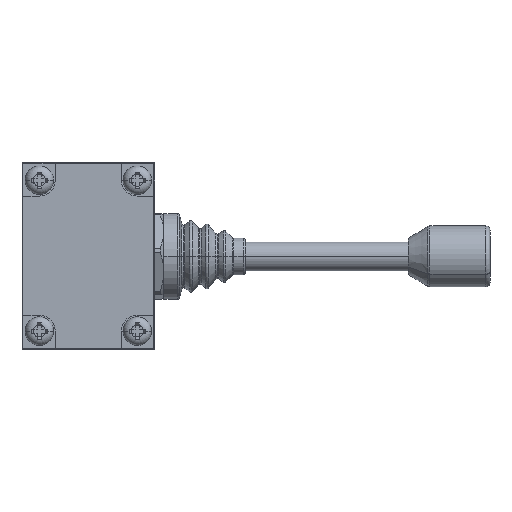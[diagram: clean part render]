
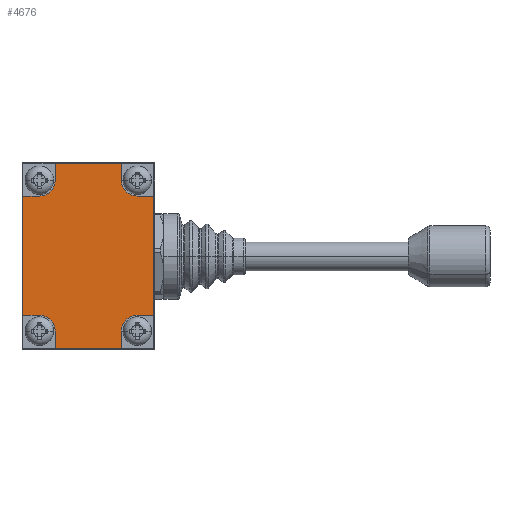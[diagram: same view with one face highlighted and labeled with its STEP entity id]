
A CAD part, top view. The second image highlights one B-rep face of the part: STEP entity #4676.
In plain terms, the highlighted planar face has unit normal (0, 0, 1).
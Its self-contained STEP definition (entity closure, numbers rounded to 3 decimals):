
#3408 = EDGE_LOOP ( 'NONE', ( #9105, #9107, #9109, #9111, #9113, #9115, #9117, #9119, #9121, #9123, #9125, #9127, #9129, #9131, #9133, #9135 ) ) ;
#4375 = EDGE_CURVE ( 'NONE', #7341, #7342, #11809, .T. ) ;
#4385 = EDGE_CURVE ( 'NONE', #7352, #7351, #11830, .T. ) ;
#4390 = EDGE_CURVE ( 'NONE', #7355, #7356, #11840, .T. ) ;
#4397 = EDGE_CURVE ( 'NONE', #7361, #7362, #11854, .T. ) ;
#4403 = EDGE_CURVE ( 'NONE', #7355, #7365, #11866, .T. ) ;
#4404 = EDGE_CURVE ( 'NONE', #7366, #7356, #11868, .T. ) ;
#4405 = EDGE_CURVE ( 'NONE', #7367, #7366, #11871, .T. ) ;
#4406 = EDGE_CURVE ( 'NONE', #7361, #7367, #11870, .T. ) ;
#4407 = EDGE_CURVE ( 'NONE', #7368, #7362, #11873, .T. ) ;
#4408 = EDGE_CURVE ( 'NONE', #7369, #7368, #18272, .T. ) ;
#4409 = EDGE_CURVE ( 'NONE', #7341, #7369, #18271, .T. ) ;
#4410 = EDGE_CURVE ( 'NONE', #7370, #7342, #18274, .T. ) ;
#4411 = EDGE_CURVE ( 'NONE', #7371, #7370, #18277, .T. ) ;
#4412 = EDGE_CURVE ( 'NONE', #7352, #7371, #18276, .T. ) ;
#4413 = EDGE_CURVE ( 'NONE', #7372, #7351, #18279, .T. ) ;
#4414 = EDGE_CURVE ( 'NONE', #7365, #7372, #18281, .T. ) ;
#4676 = ADVANCED_FACE ( 'NONE', ( #18675 ), #27210, .T. ) ;
#7341 = VERTEX_POINT ( 'NONE', #12672 ) ;
#7342 = VERTEX_POINT ( 'NONE', #12673 ) ;
#7351 = VERTEX_POINT ( 'NONE', #12682 ) ;
#7352 = VERTEX_POINT ( 'NONE', #12683 ) ;
#7355 = VERTEX_POINT ( 'NONE', #12686 ) ;
#7356 = VERTEX_POINT ( 'NONE', #12687 ) ;
#7361 = VERTEX_POINT ( 'NONE', #12692 ) ;
#7362 = VERTEX_POINT ( 'NONE', #12693 ) ;
#7365 = VERTEX_POINT ( 'NONE', #12696 ) ;
#7366 = VERTEX_POINT ( 'NONE', #12697 ) ;
#7367 = VERTEX_POINT ( 'NONE', #12698 ) ;
#7368 = VERTEX_POINT ( 'NONE', #12699 ) ;
#7369 = VERTEX_POINT ( 'NONE', #12700 ) ;
#7370 = VERTEX_POINT ( 'NONE', #12701 ) ;
#7371 = VERTEX_POINT ( 'NONE', #12702 ) ;
#7372 = VERTEX_POINT ( 'NONE', #12703 ) ;
#9105 = ORIENTED_EDGE ( 'NONE', *, *, #4403, .F. ) ;
#9107 = ORIENTED_EDGE ( 'NONE', *, *, #4390, .T. ) ;
#9109 = ORIENTED_EDGE ( 'NONE', *, *, #4404, .F. ) ;
#9111 = ORIENTED_EDGE ( 'NONE', *, *, #4405, .F. ) ;
#9113 = ORIENTED_EDGE ( 'NONE', *, *, #4406, .F. ) ;
#9115 = ORIENTED_EDGE ( 'NONE', *, *, #4397, .T. ) ;
#9117 = ORIENTED_EDGE ( 'NONE', *, *, #4407, .F. ) ;
#9119 = ORIENTED_EDGE ( 'NONE', *, *, #4408, .F. ) ;
#9121 = ORIENTED_EDGE ( 'NONE', *, *, #4409, .F. ) ;
#9123 = ORIENTED_EDGE ( 'NONE', *, *, #4375, .T. ) ;
#9125 = ORIENTED_EDGE ( 'NONE', *, *, #4410, .F. ) ;
#9127 = ORIENTED_EDGE ( 'NONE', *, *, #4411, .F. ) ;
#9129 = ORIENTED_EDGE ( 'NONE', *, *, #4412, .F. ) ;
#9131 = ORIENTED_EDGE ( 'NONE', *, *, #4385, .T. ) ;
#9133 = ORIENTED_EDGE ( 'NONE', *, *, #4413, .F. ) ;
#9135 = ORIENTED_EDGE ( 'NONE', *, *, #4414, .F. ) ;
#11809 = LINE ( 'NONE', #17115, #11811 ) ;
#11811 = VECTOR ( 'NONE', #17116, 1000. ) ;
#11830 = LINE ( 'NONE', #17135, #11831 ) ;
#11831 = VECTOR ( 'NONE', #17136, 1000. ) ;
#11840 = LINE ( 'NONE', #17145, #11841 ) ;
#11841 = VECTOR ( 'NONE', #17146, 1000. ) ;
#11854 = LINE ( 'NONE', #17159, #11855 ) ;
#11855 = VECTOR ( 'NONE', #17160, 1000. ) ;
#11866 = LINE ( 'NONE', #17171, #11867 ) ;
#11867 = VECTOR ( 'NONE', #17172, 1000. ) ;
#11868 = LINE ( 'NONE', #17173, #11869 ) ;
#11869 = VECTOR ( 'NONE', #17174, 1000. ) ;
#11870 = LINE ( 'NONE', #17178, #11872 ) ;
#11871 = CIRCLE ( 'NONE', #16621, 3.9 ) ;
#11872 = VECTOR ( 'NONE', #17179, 1000. ) ;
#11873 = LINE ( 'NONE', #17180, #18270 ) ;
#12672 = CARTESIAN_POINT ( 'NONE',  ( -16.1, 14.6, 5. ) ) ;
#12673 = CARTESIAN_POINT ( 'NONE',  ( -16.1, -14.6, 5. ) ) ;
#12682 = CARTESIAN_POINT ( 'NONE',  ( 8.1, -22.7, 5. ) ) ;
#12683 = CARTESIAN_POINT ( 'NONE',  ( -8.1, -22.7, 5. ) ) ;
#12686 = CARTESIAN_POINT ( 'NONE',  ( 16.1, -14.6, 5. ) ) ;
#12687 = CARTESIAN_POINT ( 'NONE',  ( 16.1, 14.6, 5. ) ) ;
#12692 = CARTESIAN_POINT ( 'NONE',  ( 8.1, 22.7, 5. ) ) ;
#12693 = CARTESIAN_POINT ( 'NONE',  ( -8.1, 22.7, 5. ) ) ;
#12696 = CARTESIAN_POINT ( 'NONE',  ( 12., -14.6, 5. ) ) ;
#12697 = CARTESIAN_POINT ( 'NONE',  ( 12., 14.6, 5. ) ) ;
#12698 = CARTESIAN_POINT ( 'NONE',  ( 8.1, 18.5, 5. ) ) ;
#12699 = CARTESIAN_POINT ( 'NONE',  ( -8.1, 18.5, 5. ) ) ;
#12700 = CARTESIAN_POINT ( 'NONE',  ( -12., 14.6, 5. ) ) ;
#12701 = CARTESIAN_POINT ( 'NONE',  ( -12., -14.6, 5. ) ) ;
#12702 = CARTESIAN_POINT ( 'NONE',  ( -8.1, -18.5, 5. ) ) ;
#12703 = CARTESIAN_POINT ( 'NONE',  ( 8.1, -18.5, 5. ) ) ;
#16621 = AXIS2_PLACEMENT_3D ( 'NONE', #17175, #17176, #17177 ) ;
#16622 = AXIS2_PLACEMENT_3D ( 'NONE', #17182, #17183, #17184 ) ;
#16623 = AXIS2_PLACEMENT_3D ( 'NONE', #17189, #17190, #17191 ) ;
#16624 = AXIS2_PLACEMENT_3D ( 'NONE', #17196, #17197, #17198 ) ;
#16811 = AXIS2_PLACEMENT_3D ( 'NONE', #27211, #27212, #27213 ) ;
#17115 = CARTESIAN_POINT ( 'NONE',  ( -16.1, -22.7, 5. ) ) ;
#17116 = DIRECTION ( 'NONE',  ( 0., -1., 0. ) ) ;
#17135 = CARTESIAN_POINT ( 'NONE',  ( 16.1, -22.7, 5. ) ) ;
#17136 = DIRECTION ( 'NONE',  ( 1., 0., 0. ) ) ;
#17145 = CARTESIAN_POINT ( 'NONE',  ( 16.1, -22.7, 5. ) ) ;
#17146 = DIRECTION ( 'NONE',  ( 0., 1., 0. ) ) ;
#17159 = CARTESIAN_POINT ( 'NONE',  ( 16.1, 22.7, 5. ) ) ;
#17160 = DIRECTION ( 'NONE',  ( -1., 0., 0. ) ) ;
#17171 = CARTESIAN_POINT ( 'NONE',  ( 12., -14.6, 5. ) ) ;
#17172 = DIRECTION ( 'NONE',  ( -1., 0., 0. ) ) ;
#17173 = CARTESIAN_POINT ( 'NONE',  ( 12., 14.6, 5. ) ) ;
#17174 = DIRECTION ( 'NONE',  ( 1., 0., 0. ) ) ;
#17175 = CARTESIAN_POINT ( 'NONE',  ( 12., 18.5, 5. ) ) ;
#17176 = DIRECTION ( 'NONE',  ( 0., 0., 1. ) ) ;
#17177 = DIRECTION ( 'NONE',  ( 1., 0., 0. ) ) ;
#17178 = CARTESIAN_POINT ( 'NONE',  ( 8.1, 22.7, 5. ) ) ;
#17179 = DIRECTION ( 'NONE',  ( 0., -1., 0. ) ) ;
#17180 = CARTESIAN_POINT ( 'NONE',  ( -8.1, 22.7, 5. ) ) ;
#17181 = DIRECTION ( 'NONE',  ( 0., 1., 0. ) ) ;
#17182 = CARTESIAN_POINT ( 'NONE',  ( -12., 18.5, 5. ) ) ;
#17183 = DIRECTION ( 'NONE',  ( 0., 0., 1. ) ) ;
#17184 = DIRECTION ( 'NONE',  ( -1., 0., 0. ) ) ;
#17185 = CARTESIAN_POINT ( 'NONE',  ( -12., 14.6, 5. ) ) ;
#17186 = DIRECTION ( 'NONE',  ( 1., 0., 0. ) ) ;
#17187 = CARTESIAN_POINT ( 'NONE',  ( -12., -14.6, 5. ) ) ;
#17188 = DIRECTION ( 'NONE',  ( -1., 0., 0. ) ) ;
#17189 = CARTESIAN_POINT ( 'NONE',  ( -12., -18.5, 5. ) ) ;
#17190 = DIRECTION ( 'NONE',  ( 0., 0., 1. ) ) ;
#17191 = DIRECTION ( 'NONE',  ( 1., 0., 0. ) ) ;
#17192 = CARTESIAN_POINT ( 'NONE',  ( -8.1, -22.7, 5. ) ) ;
#17193 = DIRECTION ( 'NONE',  ( 0., 1., 0. ) ) ;
#17194 = CARTESIAN_POINT ( 'NONE',  ( 8.1, -22.7, 5. ) ) ;
#17195 = DIRECTION ( 'NONE',  ( 0., -1., 0. ) ) ;
#17196 = CARTESIAN_POINT ( 'NONE',  ( 12., -18.5, 5. ) ) ;
#17197 = DIRECTION ( 'NONE',  ( 0., 0., 1. ) ) ;
#17198 = DIRECTION ( 'NONE',  ( -1., 0., 0. ) ) ;
#18270 = VECTOR ( 'NONE', #17181, 1000. ) ;
#18271 = LINE ( 'NONE', #17185, #18273 ) ;
#18272 = CIRCLE ( 'NONE', #16622, 3.9 ) ;
#18273 = VECTOR ( 'NONE', #17186, 1000. ) ;
#18274 = LINE ( 'NONE', #17187, #18275 ) ;
#18275 = VECTOR ( 'NONE', #17188, 1000. ) ;
#18276 = LINE ( 'NONE', #17192, #18278 ) ;
#18277 = CIRCLE ( 'NONE', #16623, 3.9 ) ;
#18278 = VECTOR ( 'NONE', #17193, 1000. ) ;
#18279 = LINE ( 'NONE', #17194, #18280 ) ;
#18280 = VECTOR ( 'NONE', #17195, 1000. ) ;
#18281 = CIRCLE ( 'NONE', #16624, 3.9 ) ;
#18675 = FACE_OUTER_BOUND ( 'NONE', #3408, .T. ) ;
#27210 = PLANE ( 'NONE',  #16811 ) ;
#27211 = CARTESIAN_POINT ( 'NONE',  ( -16.1, 22.7, 5. ) ) ;
#27212 = DIRECTION ( 'NONE',  ( 0., 0., 1. ) ) ;
#27213 = DIRECTION ( 'NONE',  ( 1., 0., 0. ) ) ;
